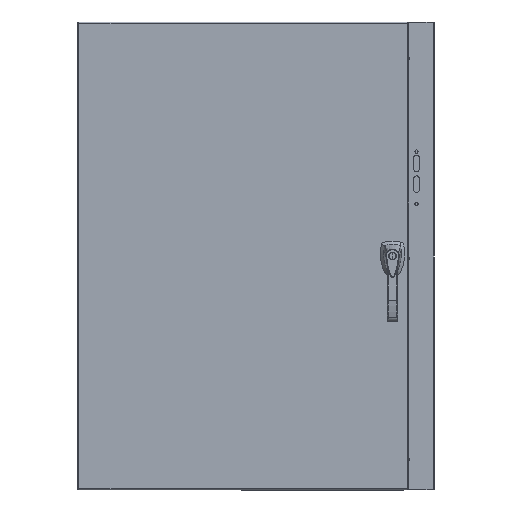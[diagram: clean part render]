
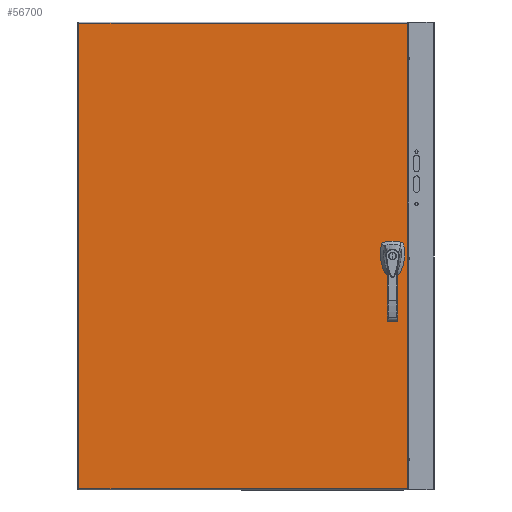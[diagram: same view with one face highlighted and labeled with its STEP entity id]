
A CAD part, front view. The second image highlights one B-rep face of the part: STEP entity #56700.
In plain terms, the highlighted planar face has unit normal (0, -1, 0).
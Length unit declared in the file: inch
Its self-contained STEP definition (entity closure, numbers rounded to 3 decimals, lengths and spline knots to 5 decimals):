
#455 = ORIENTED_EDGE ( 'NONE', *, *, #78604, .T. ) ;
#899 = FACE_BOUND ( 'NONE', #98209, .T. ) ;
#1013 = ORIENTED_EDGE ( 'NONE', *, *, #79379, .T. ) ;
#3189 = CARTESIAN_POINT ( 'NONE',  ( 12.6495, -12.837, -0.2315 ) ) ;
#5167 = EDGE_CURVE ( 'NONE', #19693, #21671, #49378, .T. ) ;
#5861 = FACE_BOUND ( 'NONE', #28910, .T. ) ;
#6047 = LINE ( 'NONE', #38254, #89765 ) ;
#6926 = EDGE_CURVE ( 'NONE', #21671, #86283, #75958, .T. ) ;
#7796 = LINE ( 'NONE', #23156, #23394 ) ;
#8418 = LINE ( 'NONE', #39585, #21958 ) ;
#10514 = CARTESIAN_POINT ( 'NONE',  ( 12.023, -12.837, 0.395 ) ) ;
#11551 = LINE ( 'NONE', #60139, #103497 ) ;
#12551 = ORIENTED_EDGE ( 'NONE', *, *, #76486, .T. ) ;
#13253 = ORIENTED_EDGE ( 'NONE', *, *, #20930, .T. ) ;
#13355 = ORIENTED_EDGE ( 'NONE', *, *, #65873, .T. ) ;
#13418 = DIRECTION ( 'NONE',  ( 1., 0., 0. ) ) ;
#15054 = VERTEX_POINT ( 'NONE', #35570 ) ;
#15107 = CIRCLE ( 'NONE', #67357, 0.167 ) ;
#15758 = PLANE ( 'NONE',  #16238 ) ;
#16238 = AXIS2_PLACEMENT_3D ( 'NONE', #97656, #72795, #25228 ) ;
#16457 = VERTEX_POINT ( 'NONE', #90636 ) ;
#17899 = EDGE_LOOP ( 'NONE', ( #1013, #97850, #13355, #455 ) ) ;
#18932 = ORIENTED_EDGE ( 'NONE', *, *, #25990, .T. ) ;
#19444 = VECTOR ( 'NONE', #103668, 39.37008 ) ;
#19693 = VERTEX_POINT ( 'NONE', #82646 ) ;
#20034 = CARTESIAN_POINT ( 'NONE',  ( -15.888, -12.837, -20.877 ) ) ;
#20557 = LINE ( 'NONE', #20034, #21819 ) ;
#20766 = ORIENTED_EDGE ( 'NONE', *, *, #6926, .T. ) ;
#20930 = EDGE_CURVE ( 'NONE', #86283, #101497, #11551, .T. ) ;
#21671 = VERTEX_POINT ( 'NONE', #53115 ) ;
#21819 = VECTOR ( 'NONE', #84557, 39.37008 ) ;
#21938 = CARTESIAN_POINT ( 'NONE',  ( 13.5835, -12.837, 20.876 ) ) ;
#21958 = VECTOR ( 'NONE', #104144, 39.37008 ) ;
#23156 = CARTESIAN_POINT ( 'NONE',  ( 12.6495, -12.837, -0.2315 ) ) ;
#23394 = VECTOR ( 'NONE', #31559, 39.37008 ) ;
#23696 = FACE_OUTER_BOUND ( 'NONE', #17899, .T. ) ;
#24135 = DIRECTION ( 'NONE',  ( -1., 0., 0. ) ) ;
#25228 = DIRECTION ( 'NONE',  ( 0., 0., -1. ) ) ;
#25600 = DIRECTION ( 'NONE',  ( 1., 0., 0. ) ) ;
#25990 = EDGE_CURVE ( 'NONE', #28378, #16457, #96778, .T. ) ;
#26192 = VECTOR ( 'NONE', #24135, 39.37008 ) ;
#26355 = DIRECTION ( 'NONE',  ( 0.707, 0., 0.707 ) ) ;
#28378 = VERTEX_POINT ( 'NONE', #64307 ) ;
#28910 = EDGE_LOOP ( 'NONE', ( #31849 ) ) ;
#31559 = DIRECTION ( 'NONE',  ( -0.707, 0., -0.707 ) ) ;
#31849 = ORIENTED_EDGE ( 'NONE', *, *, #65973, .T. ) ;
#34250 = LINE ( 'NONE', #10514, #63863 ) ;
#34458 = EDGE_CURVE ( 'NONE', #16457, #54004, #52430, .T. ) ;
#35570 = CARTESIAN_POINT ( 'NONE',  ( 11.8585, -12.837, 0.2305 ) ) ;
#38254 = CARTESIAN_POINT ( 'NONE',  ( 13.5835, -12.837, -20.877 ) ) ;
#38363 = LINE ( 'NONE', #87047, #26192 ) ;
#39511 = VERTEX_POINT ( 'NONE', #65416 ) ;
#39585 = CARTESIAN_POINT ( 'NONE',  ( 11.8585, -12.837, 0.2305 ) ) ;
#45249 = CARTESIAN_POINT ( 'NONE',  ( -15.888, -12.837, -20.877 ) ) ;
#47358 = CARTESIAN_POINT ( 'NONE',  ( 12.6495, -12.837, 0.2305 ) ) ;
#47391 = VERTEX_POINT ( 'NONE', #45249 ) ;
#47673 = CARTESIAN_POINT ( 'NONE',  ( -15.888, -12.837, 20.876 ) ) ;
#48554 = EDGE_CURVE ( 'NONE', #101497, #28378, #7796, .T. ) ;
#49378 = LINE ( 'NONE', #89033, #80108 ) ;
#49521 = CARTESIAN_POINT ( 'NONE',  ( 12.485, -12.837, 0.395 ) ) ;
#50210 = EDGE_CURVE ( 'NONE', #54004, #15054, #8418, .T. ) ;
#52430 = LINE ( 'NONE', #93649, #96374 ) ;
#53115 = CARTESIAN_POINT ( 'NONE',  ( 12.485, -12.837, 0.395 ) ) ;
#54004 = VERTEX_POINT ( 'NONE', #90128 ) ;
#54357 = CARTESIAN_POINT ( 'NONE',  ( 12.254, -12.837, -1.3385 ) ) ;
#54927 = ORIENTED_EDGE ( 'NONE', *, *, #34458, .T. ) ;
#56595 = CARTESIAN_POINT ( 'NONE',  ( 12.023, -12.837, -0.396 ) ) ;
#56700 = ADVANCED_FACE ( 'NONE', ( #23696, #899, #5861 ), #15758, .T. ) ;
#57637 = VECTOR ( 'NONE', #13418, 39.37008 ) ;
#60139 = CARTESIAN_POINT ( 'NONE',  ( 12.6495, -12.837, -0.2315 ) ) ;
#60890 = CARTESIAN_POINT ( 'NONE',  ( 13.5835, -12.837, -20.877 ) ) ;
#61255 = DIRECTION ( 'NONE',  ( 0., 1., 0. ) ) ;
#61480 = LINE ( 'NONE', #67816, #57637 ) ;
#63863 = VECTOR ( 'NONE', #26355, 39.37008 ) ;
#64307 = CARTESIAN_POINT ( 'NONE',  ( 12.485, -12.837, -0.396 ) ) ;
#65416 = CARTESIAN_POINT ( 'NONE',  ( 12.254, -12.837, -1.5055 ) ) ;
#65724 = VECTOR ( 'NONE', #73834, 39.37008 ) ;
#65873 = EDGE_CURVE ( 'NONE', #85764, #47391, #20557, .T. ) ;
#65973 = EDGE_CURVE ( 'NONE', #39511, #39511, #15107, .T. ) ;
#67020 = DIRECTION ( 'NONE',  ( 0., 0., -1. ) ) ;
#67357 = AXIS2_PLACEMENT_3D ( 'NONE', #54357, #61255, #78177 ) ;
#67816 = CARTESIAN_POINT ( 'NONE',  ( -15.888, -12.837, -20.877 ) ) ;
#69841 = DIRECTION ( 'NONE',  ( -0.707, 0., 0.707 ) ) ;
#72795 = DIRECTION ( 'NONE',  ( 0., -1., 0. ) ) ;
#73834 = DIRECTION ( 'NONE',  ( 0.707, 0., -0.707 ) ) ;
#75888 = VERTEX_POINT ( 'NONE', #21938 ) ;
#75958 = LINE ( 'NONE', #49521, #65724 ) ;
#76486 = EDGE_CURVE ( 'NONE', #15054, #19693, #34250, .T. ) ;
#78177 = DIRECTION ( 'NONE',  ( 0., 0., -1. ) ) ;
#78604 = EDGE_CURVE ( 'NONE', #47391, #86689, #61480, .T. ) ;
#79263 = ORIENTED_EDGE ( 'NONE', *, *, #5167, .T. ) ;
#79379 = EDGE_CURVE ( 'NONE', #86689, #75888, #6047, .T. ) ;
#80108 = VECTOR ( 'NONE', #25600, 39.37008 ) ;
#82646 = CARTESIAN_POINT ( 'NONE',  ( 12.023, -12.837, 0.395 ) ) ;
#84557 = DIRECTION ( 'NONE',  ( 0., 0., -1. ) ) ;
#85764 = VERTEX_POINT ( 'NONE', #47673 ) ;
#86283 = VERTEX_POINT ( 'NONE', #47358 ) ;
#86689 = VERTEX_POINT ( 'NONE', #60890 ) ;
#87047 = CARTESIAN_POINT ( 'NONE',  ( -15.888, -12.837, 20.876 ) ) ;
#88711 = ORIENTED_EDGE ( 'NONE', *, *, #48554, .T. ) ;
#89033 = CARTESIAN_POINT ( 'NONE',  ( 12.485, -12.837, 0.395 ) ) ;
#89765 = VECTOR ( 'NONE', #102810, 39.37008 ) ;
#90128 = CARTESIAN_POINT ( 'NONE',  ( 11.8585, -12.837, -0.2315 ) ) ;
#90636 = CARTESIAN_POINT ( 'NONE',  ( 12.023, -12.837, -0.396 ) ) ;
#92502 = ORIENTED_EDGE ( 'NONE', *, *, #50210, .T. ) ;
#93649 = CARTESIAN_POINT ( 'NONE',  ( 11.8585, -12.837, -0.2315 ) ) ;
#96374 = VECTOR ( 'NONE', #69841, 39.37008 ) ;
#96778 = LINE ( 'NONE', #56595, #19444 ) ;
#97656 = CARTESIAN_POINT ( 'NONE',  ( -15.888, -12.837, -20.877 ) ) ;
#97850 = ORIENTED_EDGE ( 'NONE', *, *, #98317, .T. ) ;
#98209 = EDGE_LOOP ( 'NONE', ( #92502, #12551, #79263, #20766, #13253, #88711, #18932, #54927 ) ) ;
#98317 = EDGE_CURVE ( 'NONE', #75888, #85764, #38363, .T. ) ;
#101497 = VERTEX_POINT ( 'NONE', #3189 ) ;
#102810 = DIRECTION ( 'NONE',  ( 0., 0., 1. ) ) ;
#103497 = VECTOR ( 'NONE', #67020, 39.37008 ) ;
#103668 = DIRECTION ( 'NONE',  ( -1., 0., 0. ) ) ;
#104144 = DIRECTION ( 'NONE',  ( 0., 0., 1. ) ) ;
